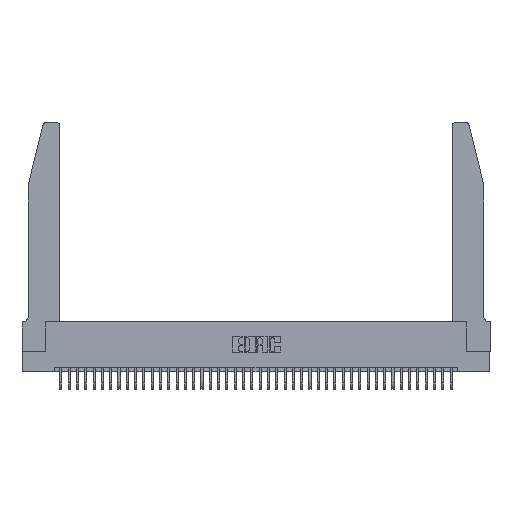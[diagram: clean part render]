
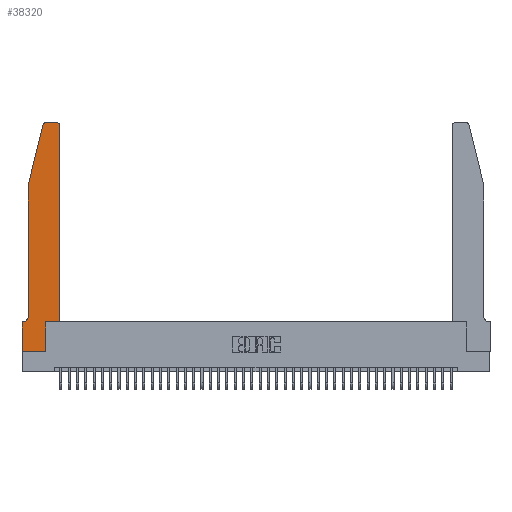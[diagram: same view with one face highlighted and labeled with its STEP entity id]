
A CAD part, top view. The second image highlights one B-rep face of the part: STEP entity #38320.
In plain terms, the highlighted planar face has unit normal (0, 0, 1).
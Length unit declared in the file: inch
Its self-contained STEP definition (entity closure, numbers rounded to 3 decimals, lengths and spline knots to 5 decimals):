
#8 = ORIENTED_EDGE ( 'NONE', *, *, #9915, .T. ) ;
#1041 = ORIENTED_EDGE ( 'NONE', *, *, #39804, .T. ) ;
#1274 = ORIENTED_EDGE ( 'NONE', *, *, #13770, .T. ) ;
#1378 = CARTESIAN_POINT ( 'NONE',  ( 0., 0., 0.37 ) ) ;
#1778 = DIRECTION ( 'NONE',  ( -1., 0., 0. ) ) ;
#1910 = CARTESIAN_POINT ( 'NONE',  ( 0.0755, 2., 0.37 ) ) ;
#2340 = DIRECTION ( 'NONE',  ( 0., -1., 0. ) ) ;
#2682 = EDGE_CURVE ( 'NONE', #31600, #20617, #26024, .T. ) ;
#3583 = VECTOR ( 'NONE', #42725, 39.37008 ) ;
#3607 = ORIENTED_EDGE ( 'NONE', *, *, #8605, .T. ) ;
#3623 = VERTEX_POINT ( 'NONE', #37457 ) ;
#3869 = VERTEX_POINT ( 'NONE', #1910 ) ;
#3985 = PLANE ( 'NONE',  #26532 ) ;
#4840 = DIRECTION ( 'NONE',  ( 1., 0., 0. ) ) ;
#5059 = VERTEX_POINT ( 'NONE', #25076 ) ;
#5408 = EDGE_CURVE ( 'NONE', #35173, #10666, #39162, .T. ) ;
#5489 = CARTESIAN_POINT ( 'NONE',  ( 0.4505, 0.35, 0.37 ) ) ;
#5661 = VECTOR ( 'NONE', #4840, 39.37008 ) ;
#6175 = CARTESIAN_POINT ( 'NONE',  ( 0., 0., 0.37 ) ) ;
#6488 = ORIENTED_EDGE ( 'NONE', *, *, #34204, .T. ) ;
#7054 = VECTOR ( 'NONE', #32545, 39.37008 ) ;
#8101 = DIRECTION ( 'NONE',  ( 0., 1., 0. ) ) ;
#8375 = VERTEX_POINT ( 'NONE', #29999 ) ;
#8605 = EDGE_CURVE ( 'NONE', #20515, #3623, #36053, .T. ) ;
#8783 = DIRECTION ( 'NONE',  ( 0., -1., 0. ) ) ;
#9071 = VECTOR ( 'NONE', #2340, 39.37008 ) ;
#9569 = EDGE_CURVE ( 'NONE', #30481, #3869, #35977, .T. ) ;
#9915 = EDGE_CURVE ( 'NONE', #12230, #5059, #32384, .T. ) ;
#10666 = VERTEX_POINT ( 'NONE', #25895 ) ;
#11871 = CARTESIAN_POINT ( 'NONE',  ( 0.4205, 2.72, 0.37 ) ) ;
#12071 = EDGE_CURVE ( 'NONE', #3869, #35173, #21937, .T. ) ;
#12230 = VERTEX_POINT ( 'NONE', #6175 ) ;
#12636 = CARTESIAN_POINT ( 'NONE',  ( 0.2865, 0.35, 0.37 ) ) ;
#12876 = ORIENTED_EDGE ( 'NONE', *, *, #32216, .T. ) ;
#13281 = CARTESIAN_POINT ( 'NONE',  ( 0.0755, 2., 0.37 ) ) ;
#13770 = EDGE_CURVE ( 'NONE', #42240, #30481, #22274, .T. ) ;
#14261 = AXIS2_PLACEMENT_3D ( 'NONE', #14944, #37977, #18348 ) ;
#14365 = DIRECTION ( 'NONE',  ( 0., 0., 1. ) ) ;
#14494 = VECTOR ( 'NONE', #42329, 39.37008 ) ;
#14944 = CARTESIAN_POINT ( 'NONE',  ( 0.284, 2.72, 0.37 ) ) ;
#14980 = VECTOR ( 'NONE', #8101, 39.37008 ) ;
#15276 = ORIENTED_EDGE ( 'NONE', *, *, #34798, .T. ) ;
#15339 = DIRECTION ( 'NONE',  ( 1., 0., 0. ) ) ;
#15842 = ORIENTED_EDGE ( 'NONE', *, *, #35467, .T. ) ;
#15905 = ORIENTED_EDGE ( 'NONE', *, *, #9569, .T. ) ;
#16747 = DIRECTION ( 'NONE',  ( -0.239, -0.971, 0. ) ) ;
#17315 = FACE_OUTER_BOUND ( 'NONE', #39994, .T. ) ;
#18348 = DIRECTION ( 'NONE',  ( 1., 0., 0. ) ) ;
#18555 = VECTOR ( 'NONE', #16747, 39.37008 ) ;
#19346 = DIRECTION ( 'NONE',  ( -1., 0., 0. ) ) ;
#19630 = LINE ( 'NONE', #38971, #37039 ) ;
#20515 = VERTEX_POINT ( 'NONE', #35024 ) ;
#20617 = VERTEX_POINT ( 'NONE', #5489 ) ;
#21099 = CARTESIAN_POINT ( 'NONE',  ( 0.0755, 0.42, 0.37 ) ) ;
#21680 = AXIS2_PLACEMENT_3D ( 'NONE', #11871, #35072, #15339 ) ;
#21937 = LINE ( 'NONE', #32117, #22978 ) ;
#22173 = DIRECTION ( 'NONE',  ( 0., 0., -1. ) ) ;
#22274 = CIRCLE ( 'NONE', #14261, 0.03 ) ;
#22799 = CARTESIAN_POINT ( 'NONE',  ( 0.4505, 0.35, 0.37 ) ) ;
#22978 = VECTOR ( 'NONE', #8783, 39.37008 ) ;
#23344 = ORIENTED_EDGE ( 'NONE', *, *, #5408, .T. ) ;
#23748 = ORIENTED_EDGE ( 'NONE', *, *, #12071, .T. ) ;
#25076 = CARTESIAN_POINT ( 'NONE',  ( 0.2865, 0., 0.37 ) ) ;
#25895 = CARTESIAN_POINT ( 'NONE',  ( 0.0055, 0.35, 0.37 ) ) ;
#26012 = CARTESIAN_POINT ( 'NONE',  ( 0., 0., 0.37 ) ) ;
#26024 = LINE ( 'NONE', #22799, #7054 ) ;
#26532 = AXIS2_PLACEMENT_3D ( 'NONE', #30873, #14365, #37415 ) ;
#28171 = CARTESIAN_POINT ( 'NONE',  ( 0.2865, 0.35, 0.37 ) ) ;
#28320 = CARTESIAN_POINT ( 'NONE',  ( 0.284, 2.75, 0.37 ) ) ;
#29999 = CARTESIAN_POINT ( 'NONE',  ( 0., 0.35, 0.37 ) ) ;
#30435 = LINE ( 'NONE', #36257, #3583 ) ;
#30481 = VERTEX_POINT ( 'NONE', #32605 ) ;
#30873 = CARTESIAN_POINT ( 'NONE',  ( 0., 0.35, 0.37 ) ) ;
#31600 = VERTEX_POINT ( 'NONE', #12636 ) ;
#32094 = LINE ( 'NONE', #39038, #14494 ) ;
#32117 = CARTESIAN_POINT ( 'NONE',  ( 0.0755, 2., 0.37 ) ) ;
#32216 = EDGE_CURVE ( 'NONE', #5059, #31600, #39171, .T. ) ;
#32384 = LINE ( 'NONE', #1378, #5661 ) ;
#32545 = DIRECTION ( 'NONE',  ( 1., 0., 0. ) ) ;
#32605 = CARTESIAN_POINT ( 'NONE',  ( 0.25487, 2.72718, 0.37 ) ) ;
#33423 = AXIS2_PLACEMENT_3D ( 'NONE', #41792, #22173, #1778 ) ;
#34204 = EDGE_CURVE ( 'NONE', #8375, #12230, #34557, .T. ) ;
#34557 = LINE ( 'NONE', #26012, #9071 ) ;
#34798 = EDGE_CURVE ( 'NONE', #3623, #42240, #19630, .T. ) ;
#35024 = CARTESIAN_POINT ( 'NONE',  ( 0.4505, 2.72, 0.37 ) ) ;
#35072 = DIRECTION ( 'NONE',  ( 0., 0., 1. ) ) ;
#35173 = VERTEX_POINT ( 'NONE', #21099 ) ;
#35467 = EDGE_CURVE ( 'NONE', #20617, #20515, #30435, .T. ) ;
#35977 = LINE ( 'NONE', #13281, #18555 ) ;
#36053 = CIRCLE ( 'NONE', #21680, 0.03 ) ;
#36257 = CARTESIAN_POINT ( 'NONE',  ( 0.4505, 0.35, 0.37 ) ) ;
#37039 = VECTOR ( 'NONE', #19346, 39.37008 ) ;
#37415 = DIRECTION ( 'NONE',  ( 1., 0., 0. ) ) ;
#37457 = CARTESIAN_POINT ( 'NONE',  ( 0.4205, 2.75, 0.37 ) ) ;
#37977 = DIRECTION ( 'NONE',  ( 0., 0., 1. ) ) ;
#38320 = ADVANCED_FACE ( 'NONE', ( #17315 ), #3985, .T. ) ;
#38839 = ORIENTED_EDGE ( 'NONE', *, *, #2682, .T. ) ;
#38971 = CARTESIAN_POINT ( 'NONE',  ( 0.2605, 2.75, 0.37 ) ) ;
#39038 = CARTESIAN_POINT ( 'NONE',  ( 0.0755, 0.35, 0.37 ) ) ;
#39162 = CIRCLE ( 'NONE', #33423, 0.07 ) ;
#39171 = LINE ( 'NONE', #28171, #14980 ) ;
#39804 = EDGE_CURVE ( 'NONE', #10666, #8375, #32094, .T. ) ;
#39994 = EDGE_LOOP ( 'NONE', ( #15276, #1274, #15905, #23748, #23344, #1041, #6488, #8, #12876, #38839, #15842, #3607 ) ) ;
#41792 = CARTESIAN_POINT ( 'NONE',  ( 0.0055, 0.42, 0.37 ) ) ;
#42240 = VERTEX_POINT ( 'NONE', #28320 ) ;
#42329 = DIRECTION ( 'NONE',  ( -1., 0., 0. ) ) ;
#42725 = DIRECTION ( 'NONE',  ( 0., 1., 0. ) ) ;
